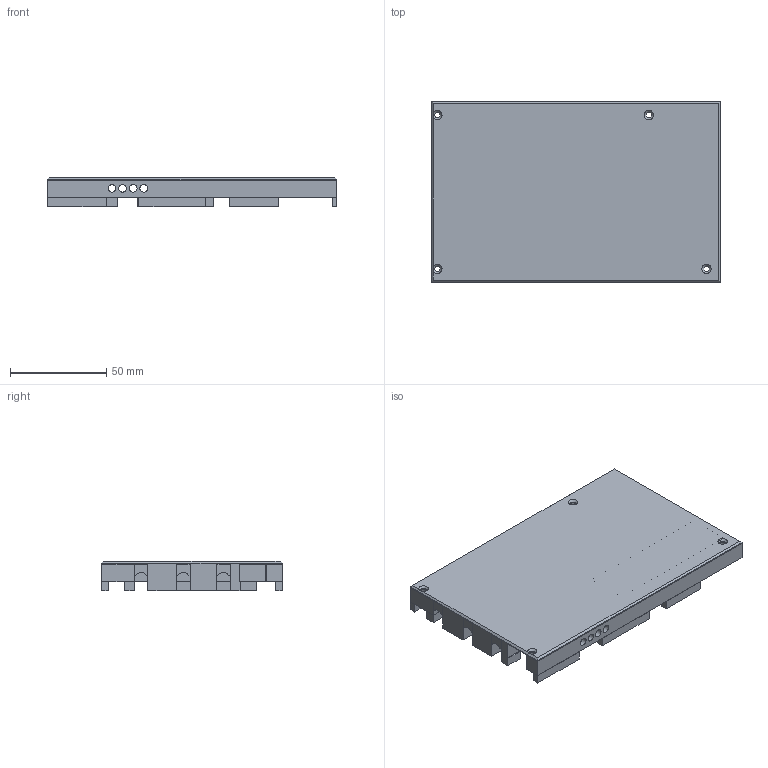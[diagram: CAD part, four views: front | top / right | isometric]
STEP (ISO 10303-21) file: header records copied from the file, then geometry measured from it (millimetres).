
FILE_DESCRIPTION(('HOOPS Exchange Step'),'2;1');
FILE_NAME('export-5127EA4C-A395-4EBA-8681-4760FCA4FB64.stp','2023-11-22T10:40:13+01:00',('gkasp'),('Alibre'),'HOOPS Exchange 2023.0','Alibre','Unknown authorisation');
FILE_SCHEMA( ('AP242_MANAGED_MODEL_BASED_3D_ENGINEERING_MIM_LF {1 0 10303 442 1 1 4 }') );
Length unit declared in the file: centimetre
Products named in the file (1): Nowa Część (1)
Bounding box: 150.28 x 94.03 x 15.2 mm (x, y, z)
Volume: 40292.5 mm3; surface area: 41866.7 mm2
Topology: 1 solids, 1 shells, 180 faces, 503 edges, 331 vertices
Faces by surface type: plane 154, cylinder 22, cone 4
Full cylindrical faces by diameter (mm): 2.933 x4, 3 x4, 4 x8
Entity records: 5792 total; most frequent: CARTESIAN_POINT 1020, ORIENTED_EDGE 1006, DIRECTION 932, EDGE_CURVE 503, VECTOR 434, LINE 434, VERTEX_POINT 331, AXIS2_PLACEMENT_3D 249
